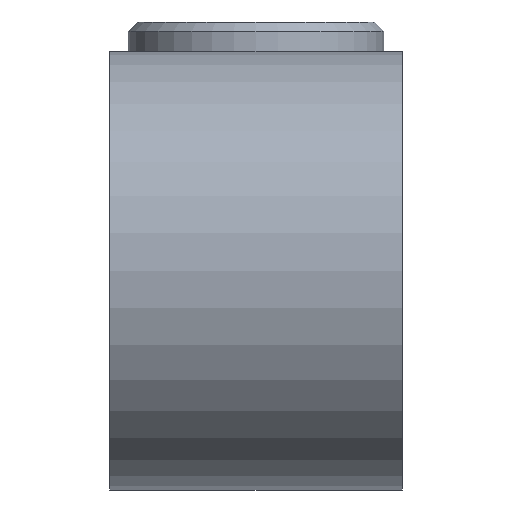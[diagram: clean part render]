
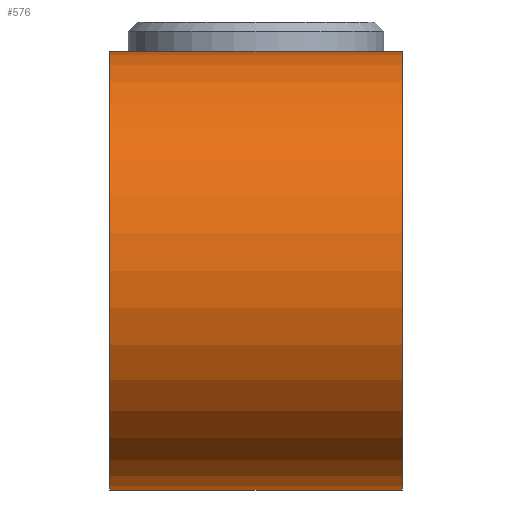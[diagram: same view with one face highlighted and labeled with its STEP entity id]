
A CAD part, left-side view. The second image highlights one B-rep face of the part: STEP entity #576.
In plain terms, the highlighted cylindrical face has radius 6 mm (diameter 12 mm), a partial arc.
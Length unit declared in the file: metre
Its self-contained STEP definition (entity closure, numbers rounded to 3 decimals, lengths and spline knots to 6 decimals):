
#576 = ADVANCED_FACE( 'NONE', ( #836 ), #837, .T. );
#836 = FACE_OUTER_BOUND( '', #2128, .T. );
#837 = CYLINDRICAL_SURFACE( '', #2129, 0.006 );
#2128 = EDGE_LOOP( '', ( #2524, #2525, #2526, #2527, #2528, #2529, #2530 ) );
#2129 = AXIS2_PLACEMENT_3D( '', #2531, #2532, #2533 );
#2524 = ORIENTED_EDGE( '', *, *, #2784, .F. );
#2525 = ORIENTED_EDGE( '', *, *, #3021, .T. );
#2526 = ORIENTED_EDGE( '', *, *, #2838, .T. );
#2527 = ORIENTED_EDGE( '', *, *, #3015, .T. );
#2528 = ORIENTED_EDGE( '', *, *, #3022, .F. );
#2529 = ORIENTED_EDGE( '', *, *, #3023, .F. );
#2530 = ORIENTED_EDGE( '', *, *, #2822, .T. );
#2531 = CARTESIAN_POINT( '', ( 0., 0.008, 0. ) );
#2532 = DIRECTION( '', ( 0., 1., 0. ) );
#2533 = DIRECTION( '', ( 0., 0., -1. ) );
#2784 = EDGE_CURVE( 'NONE', #3177, #3179, #3180, .T. );
#2822 = EDGE_CURVE( 'NONE', #3247, #3179, #3250, .T. );
#2838 = EDGE_CURVE( 'NONE', #3277, #3278, #3279, .T. );
#3015 = EDGE_CURVE( 'NONE', #3278, #3608, #3611, .T. );
#3021 = EDGE_CURVE( 'NONE', #3177, #3277, #3617, .T. );
#3022 = EDGE_CURVE( 'NONE', #3618, #3608, #3619, .T. );
#3023 = EDGE_CURVE( 'NONE', #3247, #3618, #3620, .T. );
#3177 = VERTEX_POINT( 'NONE', #3903 );
#3179 = VERTEX_POINT( 'NONE', #3905 );
#3180 = CIRCLE( '', #3906, 0.006 );
#3247 = VERTEX_POINT( 'NONE', #4273 );
#3250 = LINE( '', #4290, #4291 );
#3277 = VERTEX_POINT( 'NONE', #4326 );
#3278 = VERTEX_POINT( 'NONE', #4327 );
#3279 = CIRCLE( '', #4328, 0.006 );
#3608 = VERTEX_POINT( 'NONE', #6499 );
#3611 = LINE( '', #6515, #6516 );
#3617 = LINE( '', #6524, #6525 );
#3618 = VERTEX_POINT( 'NONE', #6526 );
#3619 = B_SPLINE_CURVE_WITH_KNOTS( '', 3, ( #6527, #6528, #6529, #6530, #6531, #6532, #6533, #6534, #6535, #6536, #6537, #6538, #6539, #6540, #6541 ), .UNSPECIFIED., .F., .F., ( 4, 1, 1, 1, 1, 1, 1, 1, 1, 1, 1, 1, 4 ), ( 0., 0.064066, 0.127578, 0.190579, 0.253111, 0.315219, 0.376948, 0.438345, 0.499455, 0.628131, 0.754082, 0.87785, 1. ), .UNSPECIFIED. );
#3620 = B_SPLINE_CURVE_WITH_KNOTS( '', 3, ( #6542, #6543, #6544, #6545, #6546, #6547, #6548, #6549, #6550, #6551, #6552, #6553, #6554, #6555 ), .UNSPECIFIED., .F., .F., ( 4, 1, 1, 1, 1, 1, 1, 1, 1, 1, 1, 4 ), ( 0., 0.069611, 0.13967, 0.210286, 0.281565, 0.353611, 0.426523, 0.500398, 0.622932, 0.746802, 0.872375, 1. ), .UNSPECIFIED. );
#3903 = CARTESIAN_POINT( '', ( 0.003771, 0.008, -0.004667 ) );
#3905 = CARTESIAN_POINT( '', ( 0.003771, 0.008, 0.004667 ) );
#3906 = AXIS2_PLACEMENT_3D( '', #8240, #8241, #8242 );
#4273 = CARTESIAN_POINT( '', ( 0.003771, 0.006315, 0.004667 ) );
#4290 = CARTESIAN_POINT( '', ( 0.003771, 0.008, 0.004667 ) );
#4291 = VECTOR( '', #8263, 1. );
#4326 = CARTESIAN_POINT( '', ( 0.003771, 0., -0.004667 ) );
#4327 = CARTESIAN_POINT( '', ( 0.003771, 0., 0.004667 ) );
#4328 = AXIS2_PLACEMENT_3D( '', #8294, #8295, #8296 );
#6499 = CARTESIAN_POINT( '', ( 0.003771, 0.001685, 0.004667 ) );
#6515 = CARTESIAN_POINT( '', ( 0.003771, 0.008, 0.004667 ) );
#6516 = VECTOR( '', #8362, 1. );
#6524 = CARTESIAN_POINT( '', ( 0.003771, 0.008, -0.004667 ) );
#6525 = VECTOR( '', #8368, 1. );
#6526 = CARTESIAN_POINT( '', ( 0.002928, 0.004, 0.005237 ) );
#6527 = CARTESIAN_POINT( '', ( 0.002928, 0.004, 0.005237 ) );
#6528 = CARTESIAN_POINT( '', ( 0.002929, 0.003944, 0.005236 ) );
#6529 = CARTESIAN_POINT( '', ( 0.002931, 0.003834, 0.005236 ) );
#6530 = CARTESIAN_POINT( '', ( 0.002943, 0.003669, 0.005229 ) );
#6531 = CARTESIAN_POINT( '', ( 0.002961, 0.003506, 0.005219 ) );
#6532 = CARTESIAN_POINT( '', ( 0.002987, 0.003346, 0.005204 ) );
#6533 = CARTESIAN_POINT( '', ( 0.00302, 0.003189, 0.005185 ) );
#6534 = CARTESIAN_POINT( '', ( 0.003059, 0.003035, 0.005162 ) );
#6535 = CARTESIAN_POINT( '', ( 0.003105, 0.002884, 0.005135 ) );
#6536 = CARTESIAN_POINT( '', ( 0.003175, 0.002682, 0.005091 ) );
#6537 = CARTESIAN_POINT( '', ( 0.00328, 0.002438, 0.005025 ) );
#6538 = CARTESIAN_POINT( '', ( 0.003428, 0.002162, 0.004925 ) );
#6539 = CARTESIAN_POINT( '', ( 0.003592, 0.001909, 0.004808 ) );
#6540 = CARTESIAN_POINT( '', ( 0.003712, 0.001759, 0.004714 ) );
#6541 = CARTESIAN_POINT( '', ( 0.003771, 0.001685, 0.004667 ) );
#6542 = CARTESIAN_POINT( '', ( 0.003771, 0.006315, 0.004667 ) );
#6543 = CARTESIAN_POINT( '', ( 0.003737, 0.006273, 0.004694 ) );
#6544 = CARTESIAN_POINT( '', ( 0.003669, 0.006189, 0.004748 ) );
#6545 = CARTESIAN_POINT( '', ( 0.003571, 0.006054, 0.004822 ) );
#6546 = CARTESIAN_POINT( '', ( 0.003476, 0.005912, 0.004891 ) );
#6547 = CARTESIAN_POINT( '', ( 0.003387, 0.005761, 0.004953 ) );
#6548 = CARTESIAN_POINT( '', ( 0.003303, 0.005603, 0.005009 ) );
#6549 = CARTESIAN_POINT( '', ( 0.003226, 0.005437, 0.005059 ) );
#6550 = CARTESIAN_POINT( '', ( 0.003141, 0.005226, 0.005113 ) );
#6551 = CARTESIAN_POINT( '', ( 0.003056, 0.004966, 0.005164 ) );
#6552 = CARTESIAN_POINT( '', ( 0.002984, 0.004654, 0.005206 ) );
#6553 = CARTESIAN_POINT( '', ( 0.002937, 0.00433, 0.005232 ) );
#6554 = CARTESIAN_POINT( '', ( 0.002931, 0.004111, 0.005235 ) );
#6555 = CARTESIAN_POINT( '', ( 0.002928, 0.004, 0.005237 ) );
#8240 = CARTESIAN_POINT( '', ( 0., 0.008, 0. ) );
#8241 = DIRECTION( '', ( 0., 1., 0. ) );
#8242 = DIRECTION( '', ( 0., 0., 1. ) );
#8263 = DIRECTION( '', ( 0., 1., 0. ) );
#8294 = CARTESIAN_POINT( '', ( 0., 0., 0. ) );
#8295 = DIRECTION( '', ( 0., 1., 0. ) );
#8296 = DIRECTION( '', ( 0., 0., 1. ) );
#8362 = DIRECTION( '', ( 0., 1., 0. ) );
#8368 = DIRECTION( '', ( 0., -1., 0. ) );
